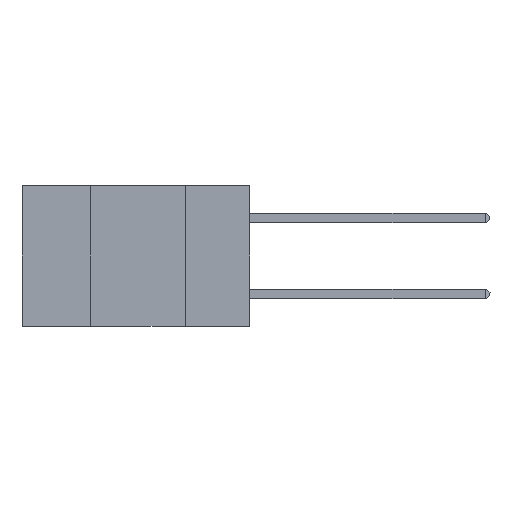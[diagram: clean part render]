
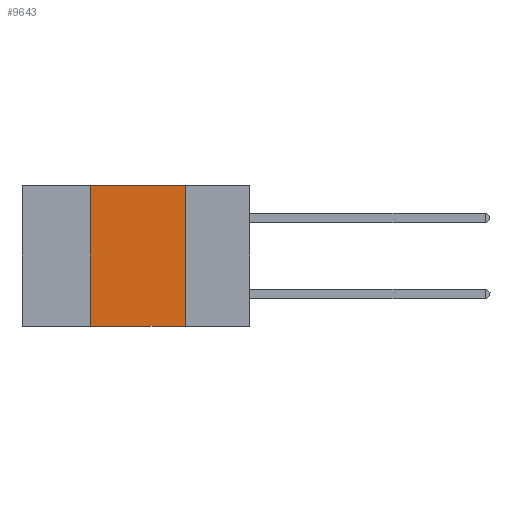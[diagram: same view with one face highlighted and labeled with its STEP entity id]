
A CAD part, left-side view. The second image highlights one B-rep face of the part: STEP entity #9643.
In plain terms, the highlighted planar face has unit normal (-1, 0, 0).
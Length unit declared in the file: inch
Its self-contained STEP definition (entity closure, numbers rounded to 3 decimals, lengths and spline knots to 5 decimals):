
#285 = LINE ( 'NONE', #6989, #4894 ) ;
#296 = FACE_OUTER_BOUND ( 'NONE', #4735, .T. ) ;
#412 = ORIENTED_EDGE ( 'NONE', *, *, #6568, .F. ) ;
#601 = LINE ( 'NONE', #4177, #1573 ) ;
#626 = VECTOR ( 'NONE', #11431, 39.37008 ) ;
#1192 = VERTEX_POINT ( 'NONE', #6877 ) ;
#1465 = DIRECTION ( 'NONE',  ( 0., 0., 1. ) ) ;
#1573 = VECTOR ( 'NONE', #6019, 39.37008 ) ;
#2833 = LINE ( 'NONE', #8754, #626 ) ;
#3100 = VECTOR ( 'NONE', #3993, 39.37008 ) ;
#3688 = ORIENTED_EDGE ( 'NONE', *, *, #9089, .T. ) ;
#3864 = CARTESIAN_POINT ( 'NONE',  ( 0., 0.17, 0. ) ) ;
#3980 = VERTEX_POINT ( 'NONE', #6824 ) ;
#3993 = DIRECTION ( 'NONE',  ( 0., 0., -1. ) ) ;
#4177 = CARTESIAN_POINT ( 'NONE',  ( 0., 0.6, -0.37 ) ) ;
#4735 = EDGE_LOOP ( 'NONE', ( #8670, #412, #10922, #3688 ) ) ;
#4894 = VECTOR ( 'NONE', #1465, 39.37008 ) ;
#4926 = CARTESIAN_POINT ( 'NONE',  ( 0., 0.6, 0. ) ) ;
#6019 = DIRECTION ( 'NONE',  ( 0., -1., 0. ) ) ;
#6568 = EDGE_CURVE ( 'NONE', #6964, #10653, #2833, .T. ) ;
#6695 = PLANE ( 'NONE',  #11417 ) ;
#6752 = CARTESIAN_POINT ( 'NONE',  ( 0., 0.42, 0. ) ) ;
#6824 = CARTESIAN_POINT ( 'NONE',  ( 0., 0.17, -0.37 ) ) ;
#6861 = DIRECTION ( 'NONE',  ( 1., 0., 0. ) ) ;
#6877 = CARTESIAN_POINT ( 'NONE',  ( 0., 0.42, -0.37 ) ) ;
#6964 = VERTEX_POINT ( 'NONE', #6752 ) ;
#6989 = CARTESIAN_POINT ( 'NONE',  ( 0., 0.42, 0. ) ) ;
#8670 = ORIENTED_EDGE ( 'NONE', *, *, #8758, .F. ) ;
#8754 = CARTESIAN_POINT ( 'NONE',  ( 0., 0.6, 0. ) ) ;
#8758 = EDGE_CURVE ( 'NONE', #10653, #3980, #10801, .T. ) ;
#9089 = EDGE_CURVE ( 'NONE', #1192, #3980, #601, .T. ) ;
#9493 = DIRECTION ( 'NONE',  ( 0., 0., -1. ) ) ;
#9643 = ADVANCED_FACE ( 'NONE', ( #296 ), #6695, .F. ) ;
#9759 = EDGE_CURVE ( 'NONE', #1192, #6964, #285, .T. ) ;
#10653 = VERTEX_POINT ( 'NONE', #3864 ) ;
#10801 = LINE ( 'NONE', #10978, #3100 ) ;
#10922 = ORIENTED_EDGE ( 'NONE', *, *, #9759, .F. ) ;
#10978 = CARTESIAN_POINT ( 'NONE',  ( 0., 0.17, 0. ) ) ;
#11417 = AXIS2_PLACEMENT_3D ( 'NONE', #4926, #6861, #9493 ) ;
#11431 = DIRECTION ( 'NONE',  ( 0., -1., 0. ) ) ;
